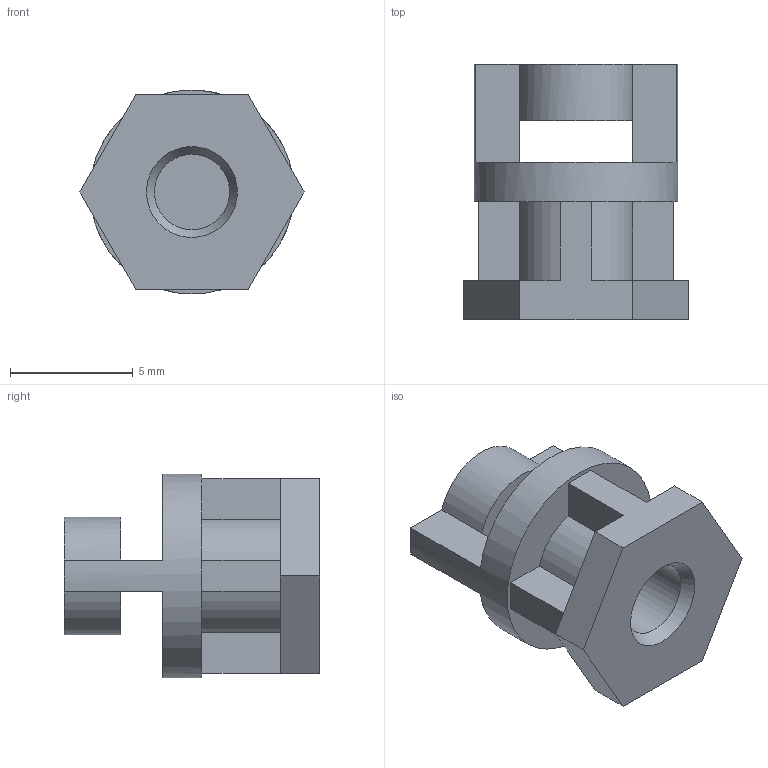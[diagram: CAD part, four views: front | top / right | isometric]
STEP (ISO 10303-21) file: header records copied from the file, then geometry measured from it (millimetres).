
FILE_DESCRIPTION( ( 'STEP AP214' ), '1' );
FILE_NAME( 'TCEHCBS-4-01.stp', '2020-03-05T02:01:19', ( '' ), ( '' ), ' ', 'PARTsolutions', ' ' );
FILE_SCHEMA( ( 'AUTOMOTIVE_DESIGN { 1 0 10303 214 1 1 1 1 }' ) );
Length unit declared in the file: millimetre
Products named in the file (2): TCEHCBS-4-01; 1
Assembly tree (1 placements, depth 2):
  TCEHCBS-4-01
    1
Bounding box: 9.12 x 10.4 x 8.3 mm (x, y, z)
Volume: 278.1 mm3; surface area: 495.7 mm2
Topology: 1 solids, 1 shells, 39 faces, 111 edges, 74 vertices
Faces by surface type: bspline 28, revolution 11
Entity records: 1246 total; most frequent: CARTESIAN_POINT 472, ORIENTED_EDGE 214, EDGE_CURVE 107, B_SPLINE_CURVE_WITH_KNOTS 89, VERTEX_POINT 73, DIRECTION 45, EDGE_LOOP 44, FACE_OUTER_BOUND 42
